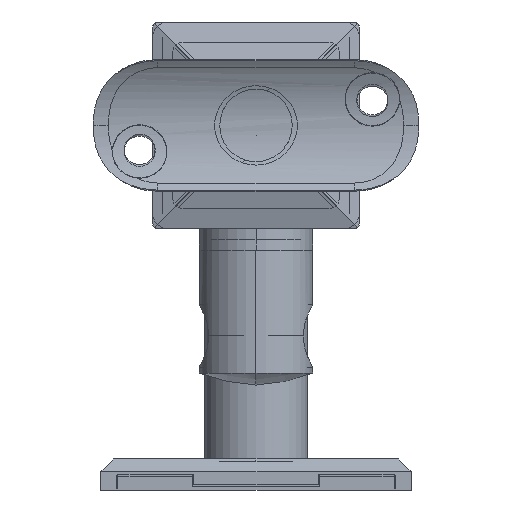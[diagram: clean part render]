
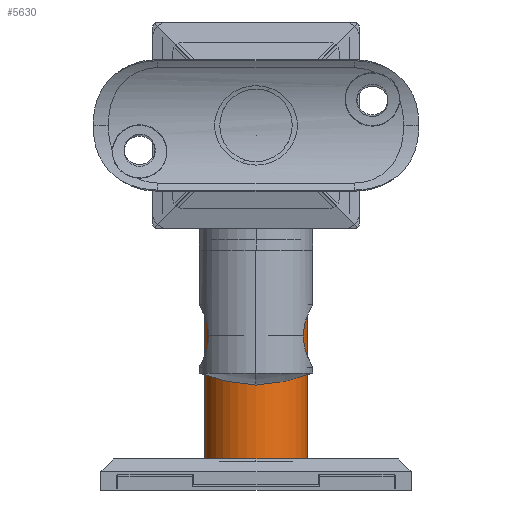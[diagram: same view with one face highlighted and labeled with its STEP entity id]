
A CAD part, front view. The second image highlights one B-rep face of the part: STEP entity #5630.
In plain terms, the highlighted cylindrical face has radius 10 mm (diameter 20 mm), a partial arc.
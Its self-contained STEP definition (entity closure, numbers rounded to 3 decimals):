
#175 = DIRECTION ( 'NONE',  ( 0., 0., 1. ) ) ;
#182 = VERTEX_POINT ( 'NONE', #10284 ) ;
#349 = CARTESIAN_POINT ( 'NONE',  ( 0., 22.5, 10. ) ) ;
#402 = VERTEX_POINT ( 'NONE', #2095 ) ;
#745 = AXIS2_PLACEMENT_3D ( 'NONE', #7116, #14041, #175 ) ;
#2095 = CARTESIAN_POINT ( 'NONE',  ( 0., -22.5, 10. ) ) ;
#2698 = DIRECTION ( 'NONE',  ( 0., 1., 0. ) ) ;
#3704 = VECTOR ( 'NONE', #8121, 1000. ) ;
#3887 = EDGE_CURVE ( 'NONE', #182, #10702, #6553, .T. ) ;
#3900 = DIRECTION ( 'NONE',  ( 0., 1., 0. ) ) ;
#3966 = DIRECTION ( 'NONE',  ( 1., 0., 0. ) ) ;
#4323 = CARTESIAN_POINT ( 'NONE',  ( 0., 22.5, 0. ) ) ;
#4517 = EDGE_CURVE ( 'NONE', #10702, #15524, #11024, .T. ) ;
#4870 = ORIENTED_EDGE ( 'NONE', *, *, #6792, .T. ) ;
#4983 = ORIENTED_EDGE ( 'NONE', *, *, #3887, .F. ) ;
#5064 = AXIS2_PLACEMENT_3D ( 'NONE', #8137, #8229, #6773 ) ;
#5297 = CARTESIAN_POINT ( 'NONE',  ( 0., -22.5, 10. ) ) ;
#5630 = ADVANCED_FACE ( 'NONE', ( #5738 ), #8474, .T. ) ;
#5738 = FACE_OUTER_BOUND ( 'NONE', #14490, .T. ) ;
#6553 = LINE ( 'NONE', #12097, #11834 ) ;
#6773 = DIRECTION ( 'NONE',  ( 1., 0., 0. ) ) ;
#6792 = EDGE_CURVE ( 'NONE', #402, #15524, #15227, .T. ) ;
#7116 = CARTESIAN_POINT ( 'NONE',  ( 0., -22.5, 0. ) ) ;
#8121 = DIRECTION ( 'NONE',  ( 0., 1., 0. ) ) ;
#8137 = CARTESIAN_POINT ( 'NONE',  ( 0., -22.5, 0. ) ) ;
#8229 = DIRECTION ( 'NONE',  ( 0., 1., 0. ) ) ;
#8474 = CYLINDRICAL_SURFACE ( 'NONE', #745, 10. ) ;
#10284 = CARTESIAN_POINT ( 'NONE',  ( 0., -22.5, -10. ) ) ;
#10656 = CARTESIAN_POINT ( 'NONE',  ( 0., 22.5, -10. ) ) ;
#10702 = VERTEX_POINT ( 'NONE', #10656 ) ;
#11024 = CIRCLE ( 'NONE', #11906, 10. ) ;
#11834 = VECTOR ( 'NONE', #3900, 1000. ) ;
#11906 = AXIS2_PLACEMENT_3D ( 'NONE', #4323, #2698, #3966 ) ;
#12097 = CARTESIAN_POINT ( 'NONE',  ( 0., -22.5, -10. ) ) ;
#12325 = CIRCLE ( 'NONE', #5064, 10. ) ;
#12805 = ORIENTED_EDGE ( 'NONE', *, *, #15685, .T. ) ;
#13937 = ORIENTED_EDGE ( 'NONE', *, *, #4517, .F. ) ;
#14041 = DIRECTION ( 'NONE',  ( 0., 1., 0. ) ) ;
#14490 = EDGE_LOOP ( 'NONE', ( #4983, #12805, #4870, #13937 ) ) ;
#15227 = LINE ( 'NONE', #5297, #3704 ) ;
#15524 = VERTEX_POINT ( 'NONE', #349 ) ;
#15685 = EDGE_CURVE ( 'NONE', #182, #402, #12325, .T. ) ;
